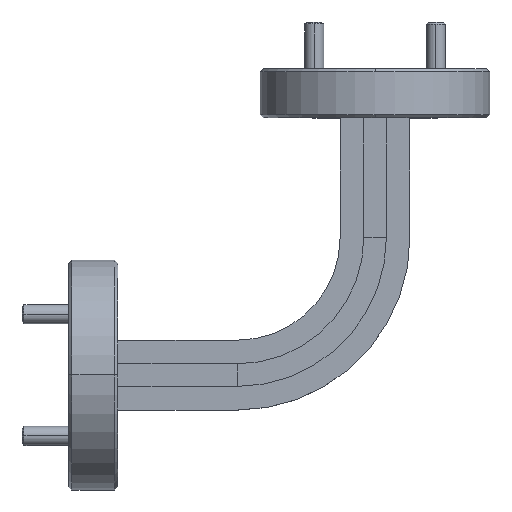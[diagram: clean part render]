
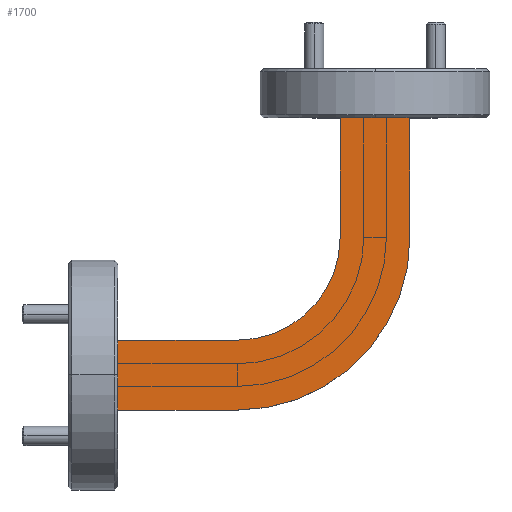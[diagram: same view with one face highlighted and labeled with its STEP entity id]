
A CAD part, top view. The second image highlights one B-rep face of the part: STEP entity #1700.
In plain terms, the highlighted planar face has unit normal (0, 0, 1).
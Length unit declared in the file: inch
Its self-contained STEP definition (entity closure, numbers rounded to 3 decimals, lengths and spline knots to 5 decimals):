
#131 = CIRCLE ( 'NONE', #6534, 0.336 ) ;
#376 = LINE ( 'NONE', #5715, #6182 ) ;
#456 = VERTEX_POINT ( 'NONE', #6983 ) ;
#496 = LINE ( 'NONE', #4642, #2436 ) ;
#789 = EDGE_CURVE ( 'NONE', #7536, #456, #376, .T. ) ;
#1347 = CARTESIAN_POINT ( 'NONE',  ( 0.88659, 0.67157, -0.31767 ) ) ;
#1378 = CARTESIAN_POINT ( 'NONE',  ( 0.55059, 0.28157, -0.31767 ) ) ;
#1412 = EDGE_CURVE ( 'NONE', #5562, #4749, #3282, .T. ) ;
#1667 = ORIENTED_EDGE ( 'NONE', *, *, #789, .T. ) ;
#1697 = DIRECTION ( 'NONE',  ( 0., 1., 0. ) ) ;
#1700 = ADVANCED_FACE ( 'NONE', ( #3030 ), #3642, .T. ) ;
#1812 = EDGE_CURVE ( 'NONE', #4456, #2982, #4794, .T. ) ;
#2154 = AXIS2_PLACEMENT_3D ( 'NONE', #2229, #2781, #7521 ) ;
#2229 = CARTESIAN_POINT ( 'NONE',  ( 0.55059, 0.28157, -0.31767 ) ) ;
#2436 = VECTOR ( 'NONE', #1697, 39.37008 ) ;
#2508 = CARTESIAN_POINT ( 'NONE',  ( 0.55059, -0.28243, -0.31767 ) ) ;
#2517 = ORIENTED_EDGE ( 'NONE', *, *, #6260, .T. ) ;
#2548 = VERTEX_POINT ( 'NONE', #6969 ) ;
#2703 = CARTESIAN_POINT ( 'NONE',  ( 0.55059, 0.67157, -0.31767 ) ) ;
#2781 = DIRECTION ( 'NONE',  ( 0., 0., 1. ) ) ;
#2839 = ORIENTED_EDGE ( 'NONE', *, *, #1812, .T. ) ;
#2976 = LINE ( 'NONE', #5329, #6404 ) ;
#2982 = VERTEX_POINT ( 'NONE', #6766 ) ;
#3030 = FACE_OUTER_BOUND ( 'NONE', #6441, .T. ) ;
#3212 = AXIS2_PLACEMENT_3D ( 'NONE', #2508, #6700, #7294 ) ;
#3282 = LINE ( 'NONE', #2703, #3535 ) ;
#3535 = VECTOR ( 'NONE', #7408, 39.37008 ) ;
#3609 = CARTESIAN_POINT ( 'NONE',  ( 1.11459, 0.67157, -0.31767 ) ) ;
#3642 = PLANE ( 'NONE',  #3212 ) ;
#3816 = DIRECTION ( 'NONE',  ( 0., -1., 0. ) ) ;
#3949 = ORIENTED_EDGE ( 'NONE', *, *, #5490, .F. ) ;
#4433 = ORIENTED_EDGE ( 'NONE', *, *, #1412, .F. ) ;
#4456 = VERTEX_POINT ( 'NONE', #5955 ) ;
#4469 = DIRECTION ( 'NONE',  ( -1., 0., 0. ) ) ;
#4642 = CARTESIAN_POINT ( 'NONE',  ( 0.88659, 0.28157, -0.31767 ) ) ;
#4749 = VERTEX_POINT ( 'NONE', #3609 ) ;
#4794 = CIRCLE ( 'NONE', #2154, 0.564 ) ;
#4855 = CARTESIAN_POINT ( 'NONE',  ( 0.88659, 0.28157, -0.31767 ) ) ;
#4918 = VECTOR ( 'NONE', #7528, 39.37008 ) ;
#5087 = ORIENTED_EDGE ( 'NONE', *, *, #5689, .F. ) ;
#5189 = CARTESIAN_POINT ( 'NONE',  ( 0.55059, -0.28243, -0.31767 ) ) ;
#5274 = ORIENTED_EDGE ( 'NONE', *, *, #6833, .F. ) ;
#5329 = CARTESIAN_POINT ( 'NONE',  ( 0.16059, -0.16843, -0.31767 ) ) ;
#5430 = CARTESIAN_POINT ( 'NONE',  ( 1.11459, 0.28157, -0.31767 ) ) ;
#5490 = EDGE_CURVE ( 'NONE', #5554, #5562, #496, .T. ) ;
#5554 = VERTEX_POINT ( 'NONE', #4855 ) ;
#5562 = VERTEX_POINT ( 'NONE', #1347 ) ;
#5568 = DIRECTION ( 'NONE',  ( 1., 0., 0. ) ) ;
#5689 = EDGE_CURVE ( 'NONE', #4456, #2548, #6148, .T. ) ;
#5715 = CARTESIAN_POINT ( 'NONE',  ( 0.55059, -0.05443, -0.31767 ) ) ;
#5892 = DIRECTION ( 'NONE',  ( 0., 1., 0. ) ) ;
#5914 = CARTESIAN_POINT ( 'NONE',  ( 0.55059, -0.05443, -0.31767 ) ) ;
#5955 = CARTESIAN_POINT ( 'NONE',  ( 0.55059, -0.28243, -0.31767 ) ) ;
#6148 = LINE ( 'NONE', #5189, #4918 ) ;
#6182 = VECTOR ( 'NONE', #4469, 39.37008 ) ;
#6260 = EDGE_CURVE ( 'NONE', #456, #2548, #2976, .T. ) ;
#6404 = VECTOR ( 'NONE', #3816, 39.37008 ) ;
#6441 = EDGE_LOOP ( 'NONE', ( #4433, #3949, #5274, #1667, #2517, #5087, #2839, #7029 ) ) ;
#6534 = AXIS2_PLACEMENT_3D ( 'NONE', #1378, #6704, #5568 ) ;
#6542 = EDGE_CURVE ( 'NONE', #2982, #4749, #7130, .T. ) ;
#6700 = DIRECTION ( 'NONE',  ( 0., 0., 1. ) ) ;
#6704 = DIRECTION ( 'NONE',  ( 0., 0., 1. ) ) ;
#6766 = CARTESIAN_POINT ( 'NONE',  ( 1.11459, 0.28157, -0.31767 ) ) ;
#6833 = EDGE_CURVE ( 'NONE', #7536, #5554, #131, .T. ) ;
#6969 = CARTESIAN_POINT ( 'NONE',  ( 0.16059, -0.28243, -0.31767 ) ) ;
#6983 = CARTESIAN_POINT ( 'NONE',  ( 0.16059, -0.05443, -0.31767 ) ) ;
#7019 = VECTOR ( 'NONE', #5892, 39.37008 ) ;
#7029 = ORIENTED_EDGE ( 'NONE', *, *, #6542, .T. ) ;
#7130 = LINE ( 'NONE', #5430, #7019 ) ;
#7294 = DIRECTION ( 'NONE',  ( 1., 0., 0. ) ) ;
#7408 = DIRECTION ( 'NONE',  ( 1., 0., 0. ) ) ;
#7521 = DIRECTION ( 'NONE',  ( 1., 0., 0. ) ) ;
#7528 = DIRECTION ( 'NONE',  ( -1., 0., 0. ) ) ;
#7536 = VERTEX_POINT ( 'NONE', #5914 ) ;
